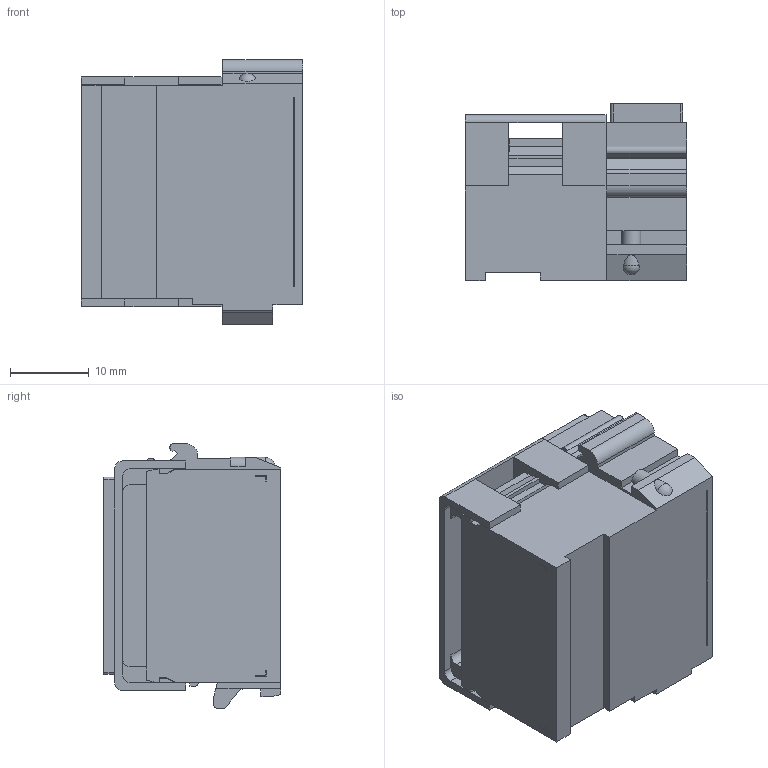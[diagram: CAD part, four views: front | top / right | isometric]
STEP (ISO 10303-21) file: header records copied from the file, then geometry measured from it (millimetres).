
FILE_DESCRIPTION((''),'2;1');
FILE_NAME('00176520602','2020-09-01T',('presta_be4'),(''),'CREO PARAMETRIC BY PTC INC, 2018360','CREO PARAMETRIC BY PTC INC, 2018360','');
FILE_SCHEMA(('CONFIG_CONTROL_DESIGN'));
Products named in the file (1): 00176520602
Bounding box: 28 x 22.45 x 33.55 mm (x, y, z)
Volume: 8983 mm3; surface area: 12015.7 mm2
Topology: 13 solids, 13 shells, 3204 faces, 8072 edges, 5149 vertices
Faces by surface type: plane 1981, cylinder 502, cone 432, torus 288, sphere 1
Entity records: 98006 total; most frequent: CARTESIAN_POINT 19440, DIRECTION 16699, ORIENTED_EDGE 16088, EDGE_CURVE 8044, AXIS2_PLACEMENT_3D 5861, VERTEX_POINT 5149, VECTOR 4977, LINE 4977
